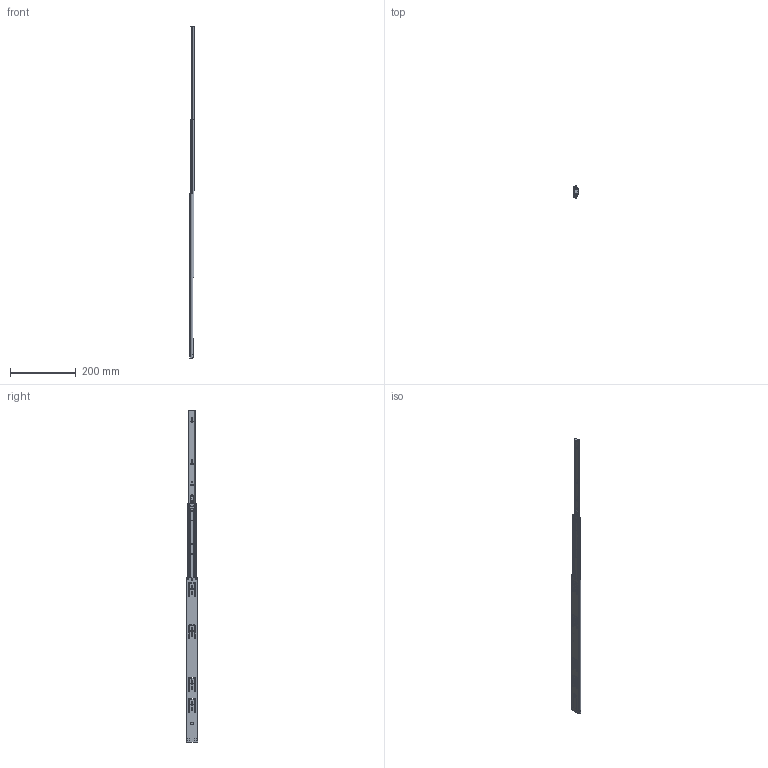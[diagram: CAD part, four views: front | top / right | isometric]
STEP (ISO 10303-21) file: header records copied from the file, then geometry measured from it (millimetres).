
FILE_DESCRIPTION (( 'STEP AP214' ), '1' );
FILE_NAME ('FR_5036.0500mm_20inch_open.STEP', '2022-10-11T15:15:43', ( '' ), ( '' ), 'SwSTEP 2.0', 'SolidWorks 2020', '' );
FILE_SCHEMA (( 'AUTOMOTIVE_DESIGN' ));
Length unit declared in the file: millimetre
Products named in the file (11): 5036.XXX-01.T010_NL  500; FR5036S SELF CLOSE BLOCK; FR_5036.0500mm_20inch_open; 5036.XXX-03.T010_NL  500; FR5036S SELF CLOSE CABINET; 5035S MIDDLE STOP; 5036.XXX-02.T010_NL  500; FR5036S TRIGGER
Assembly tree (10 placements, depth 3):
  FR_5036.0500mm_20inch_open
    5036.XXX-01.T010_NL  500
      5036.XXX-01.T010_NL  500
      FR5036S SELF CLOSE CABINET
    5036.XXX-03.T010_NL  500
      5036.XXX-03.T010_NL  500
      FR5036S TRIGGER
      FR5036S SELF CLOSE BLOCK
    5036.XXX-02.T010_NL  500
      5036.XXX-02.T010_NL  500
      5035S MIDDLE STOP
Bounding box: 12.7 x 35.98 x 1008 mm (x, y, z)
Volume: 78361 mm3; surface area: 130172 mm2
Topology: 7 solids, 7 shells, 821 faces, 2219 edges, 1402 vertices
Faces by surface type: plane 533, cylinder 264, bspline 12, cone 10, torus 2
Entity records: 26604 total; most frequent: CARTESIAN_POINT 5359, ORIENTED_EDGE 4430, DIRECTION 4258, EDGE_CURVE 2215, LINE 1564, VECTOR 1564, VERTEX_POINT 1402, AXIS2_PLACEMENT_3D 1347
